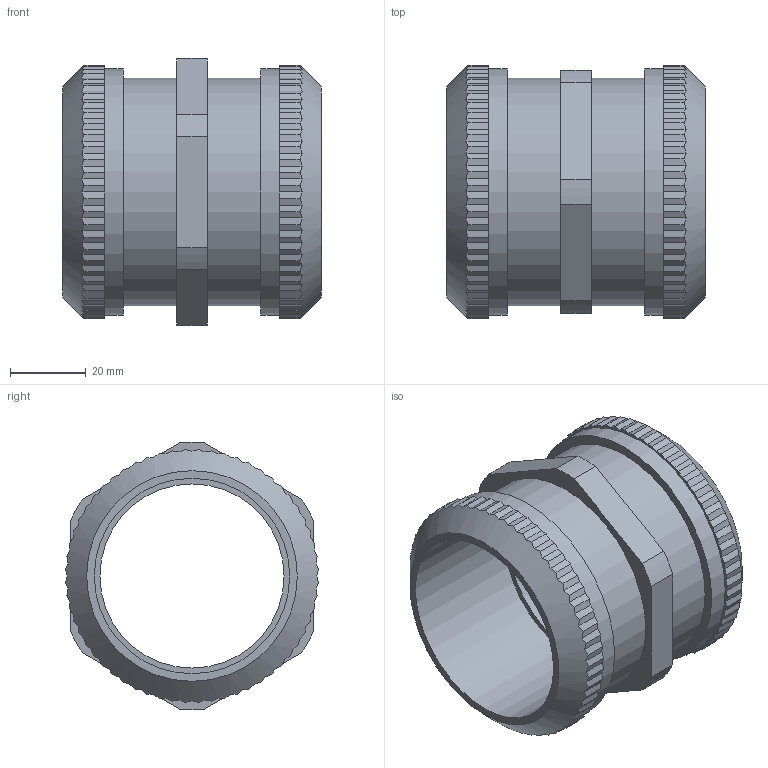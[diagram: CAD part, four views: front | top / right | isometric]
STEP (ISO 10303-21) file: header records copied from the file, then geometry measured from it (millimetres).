
FILE_DESCRIPTION(/* description */ (''),/* implementation_level */ '2;1');
FILE_NAME(/* name */ '',/* time_stamp */ '2025-06-17T13:52:41+07:00',/* author */ ('zeta-72'),/* organization */ (''),/* preprocessor_version */ 'ST-DEVELOPER v19.2',/* originating_system */ 'Autodesk Inventor 2024',/* authorisation */ '');
FILE_SCHEMA (('AUTOMOTIVE_DESIGN { 1 0 10303 214 3 1 1 }'));
Length unit declared in the file: millimetre
Products named in the file (1): МТТ-05
Bounding box: 68.2 x 66.66 x 70.37 mm (x, y, z)
Volume: 69540.8 mm3; surface area: 29193 mm2
Topology: 1 solids, 1 shells, 271 faces, 781 edges, 520 vertices
Faces by surface type: plane 256, cylinder 13, cone 2
Full cylindrical faces by diameter (mm): 48.5 x1, 51.5 x2, 60 x2, 65 x2
Entity records: 8534 total; most frequent: CARTESIAN_POINT 2053, ORIENTED_EDGE 1562, DIRECTION 1113, EDGE_CURVE 781, VERTEX_POINT 520, LINE 513, VECTOR 513, AXIS2_PLACEMENT_3D 300
